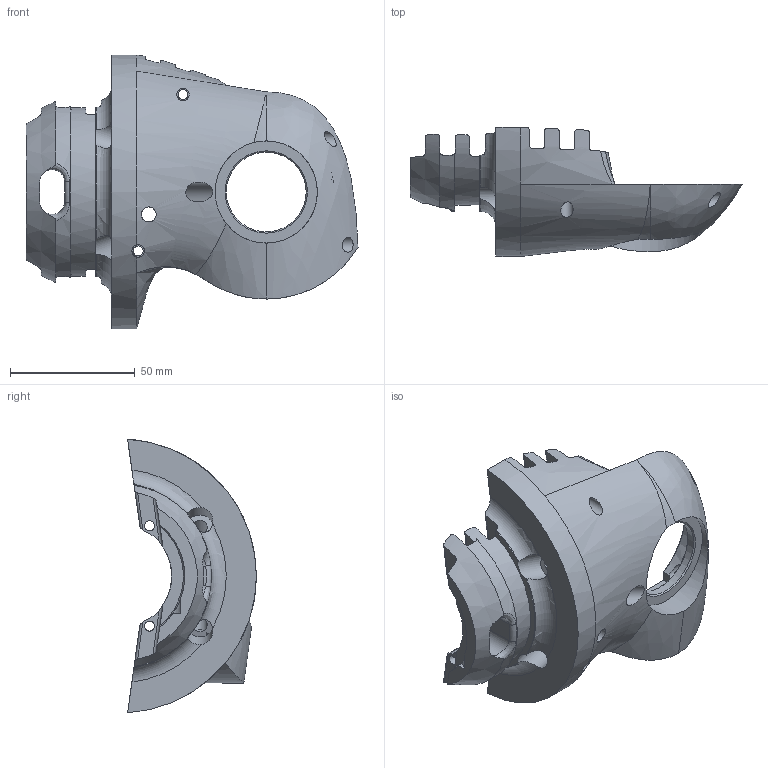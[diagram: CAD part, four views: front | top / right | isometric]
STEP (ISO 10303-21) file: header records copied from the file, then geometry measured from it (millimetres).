
FILE_DESCRIPTION(/* description */ ('STEP AP214'),/* implementation_level */ '2;1');
FILE_NAME(/* name */ '683c519d4258294a187f4265',/* time_stamp */ '2025-06-01T13:11:59Z',/* author */ (''),/* organization */ (''),/* preprocessor_version */ 'ST-DEVELOPER v20',/* originating_system */ 'ONSHAPE BY PTC INC, 1.198',/* authorisation */ ' ');
FILE_SCHEMA (('AUTOMOTIVE_DESIGN {1 0 10303 214 3 1 1}'));
Length unit declared in the file: metre
Products named in the file (1): Part 18
Bounding box: 133.22 x 51.69 x 109.8 mm (x, y, z)
Volume: 163187.6 mm3; surface area: 40075.5 mm2
Topology: 1 solids, 1 shells, 206 faces, 621 edges, 409 vertices
Faces by surface type: cylinder 99, plane 73, bspline 18, cone 10, torus 6
Full cylindrical faces by diameter (mm): 4 x10, 5 x2, 6 x5, 8 x2, 10.4 x2, 32 x1, 41 x1
Entity records: 8284 total; most frequent: CARTESIAN_POINT 3169, ORIENTED_EDGE 1144, DIRECTION 909, EDGE_CURVE 572, VERTEX_POINT 387, AXIS2_PLACEMENT_3D 350, EDGE_LOOP 265, FACE_BOUND 265
